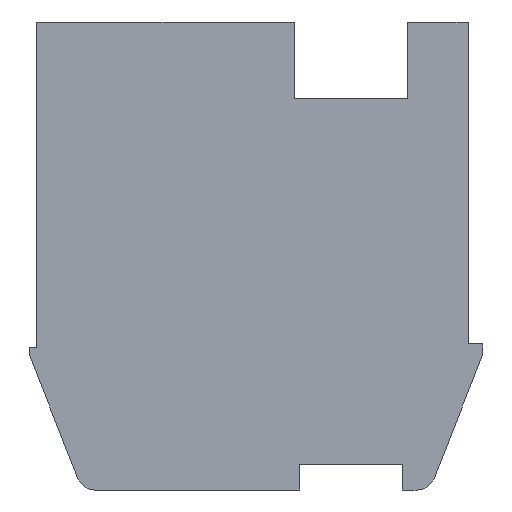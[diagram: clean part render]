
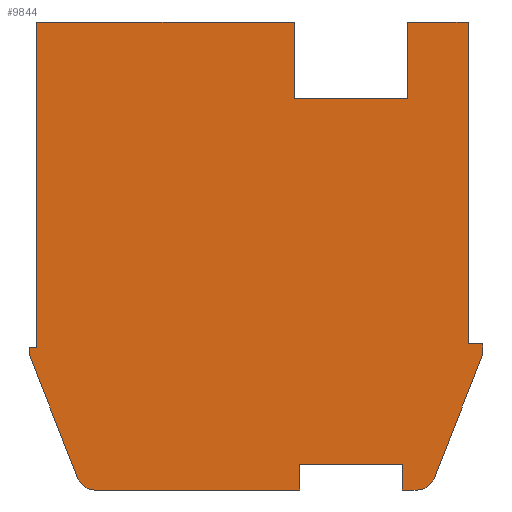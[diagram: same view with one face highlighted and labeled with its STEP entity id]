
A CAD part, front view. The second image highlights one B-rep face of the part: STEP entity #9844.
In plain terms, the highlighted planar face has unit normal (0, -1, 0).
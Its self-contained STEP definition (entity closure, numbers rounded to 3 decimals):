
#1=DIRECTION('',(-0.365,0.,-0.931));
#2=VECTOR('',#1,3.633);
#3=CARTESIAN_POINT('',(6.2,0.,-2.7));
#4=LINE('',#3,#2);
#5=CARTESIAN_POINT('',(4.409,0.,-5.9));
#6=DIRECTION('',(0.,1.,0.));
#7=DIRECTION('',(0.931,0.,-0.365));
#8=AXIS2_PLACEMENT_3D('',#5,#6,#7);
#10=DIRECTION('',(-1.,0.,0.));
#11=VECTOR('',#10,0.409);
#12=CARTESIAN_POINT('',(4.409,0.,-6.4));
#13=LINE('',#12,#11);
#14=DIRECTION('',(0.,0.,1.));
#15=VECTOR('',#14,0.7);
#16=CARTESIAN_POINT('',(4.,0.,-6.4));
#17=LINE('',#16,#15);
#18=DIRECTION('',(-1.,0.,0.));
#19=VECTOR('',#18,2.8);
#20=CARTESIAN_POINT('',(4.,0.,-5.7));
#21=LINE('',#20,#19);
#22=DIRECTION('',(0.,0.,-1.));
#23=VECTOR('',#22,0.7);
#24=CARTESIAN_POINT('',(1.2,0.,-5.7));
#25=LINE('',#24,#23);
#26=DIRECTION('',(-1.,0.,0.));
#27=VECTOR('',#26,5.609);
#28=CARTESIAN_POINT('',(1.2,0.,-6.4));
#29=LINE('',#28,#27);
#30=CARTESIAN_POINT('',(-4.409,0.,-5.9));
#31=DIRECTION('',(0.,1.,0.));
#32=DIRECTION('',(0.,0.,-1.));
#33=AXIS2_PLACEMENT_3D('',#30,#31,#32);
#35=DIRECTION('',(-0.365,0.,0.931));
#36=VECTOR('',#35,3.633);
#37=CARTESIAN_POINT('',(-4.874,0.,-6.082));
#38=LINE('',#37,#36);
#39=DIRECTION('',(0.,0.,1.));
#40=VECTOR('',#39,0.2);
#41=CARTESIAN_POINT('',(-6.2,0.,-2.7));
#42=LINE('',#41,#40);
#43=DIRECTION('',(1.,0.,0.));
#44=VECTOR('',#43,0.2);
#45=CARTESIAN_POINT('',(-6.2,0.,-2.5));
#46=LINE('',#45,#44);
#47=DIRECTION('',(0.,0.,1.));
#48=VECTOR('',#47,8.9);
#49=CARTESIAN_POINT('',(-6.,0.,-2.5));
#50=LINE('',#49,#48);
#51=DIRECTION('',(1.,0.,0.));
#52=VECTOR('',#51,7.05);
#53=CARTESIAN_POINT('',(-6.,0.,6.4));
#54=LINE('',#53,#52);
#55=DIRECTION('',(0.,0.,-1.));
#56=VECTOR('',#55,2.1);
#57=CARTESIAN_POINT('',(1.05,0.,6.4));
#58=LINE('',#57,#56);
#59=DIRECTION('',(1.,0.,0.));
#60=VECTOR('',#59,3.1);
#61=CARTESIAN_POINT('',(1.05,0.,4.3));
#62=LINE('',#61,#60);
#63=DIRECTION('',(0.,0.,1.));
#64=VECTOR('',#63,2.1);
#65=CARTESIAN_POINT('',(4.15,0.,4.3));
#66=LINE('',#65,#64);
#67=DIRECTION('',(1.,0.,0.));
#68=VECTOR('',#67,1.65);
#69=CARTESIAN_POINT('',(4.15,0.,6.4));
#70=LINE('',#69,#68);
#71=DIRECTION('',(0.,0.,-1.));
#72=VECTOR('',#71,8.8);
#73=CARTESIAN_POINT('',(5.8,0.,6.4));
#74=LINE('',#73,#72);
#75=DIRECTION('',(1.,0.,0.));
#76=VECTOR('',#75,0.4);
#77=CARTESIAN_POINT('',(5.8,0.,-2.4));
#78=LINE('',#77,#76);
#79=DIRECTION('',(0.,0.,-1.));
#80=VECTOR('',#79,0.3);
#81=CARTESIAN_POINT('',(6.2,0.,-2.4));
#82=LINE('',#81,#80);
#7477=CARTESIAN_POINT('',(6.2,0.,-2.7));
#7478=CARTESIAN_POINT('',(4.874,0.,-6.082));
#7479=VERTEX_POINT('',#7477);
#7480=VERTEX_POINT('',#7478);
#7481=CARTESIAN_POINT('',(4.409,0.,-6.4));
#7482=VERTEX_POINT('',#7481);
#7483=CARTESIAN_POINT('',(4.,0.,-6.4));
#7484=VERTEX_POINT('',#7483);
#7485=CARTESIAN_POINT('',(4.,0.,-5.7));
#7486=VERTEX_POINT('',#7485);
#7487=CARTESIAN_POINT('',(1.2,0.,-5.7));
#7488=VERTEX_POINT('',#7487);
#7489=CARTESIAN_POINT('',(1.2,0.,-6.4));
#7490=VERTEX_POINT('',#7489);
#7491=CARTESIAN_POINT('',(-4.409,0.,-6.4));
#7492=VERTEX_POINT('',#7491);
#7493=CARTESIAN_POINT('',(-4.874,0.,-6.082));
#7494=VERTEX_POINT('',#7493);
#7495=CARTESIAN_POINT('',(-6.2,0.,-2.7));
#7496=VERTEX_POINT('',#7495);
#7497=CARTESIAN_POINT('',(-6.2,0.,-2.5));
#7498=VERTEX_POINT('',#7497);
#7499=CARTESIAN_POINT('',(-6.,0.,-2.5));
#7500=VERTEX_POINT('',#7499);
#7501=CARTESIAN_POINT('',(-6.,0.,6.4));
#7502=VERTEX_POINT('',#7501);
#7503=CARTESIAN_POINT('',(1.05,0.,6.4));
#7504=VERTEX_POINT('',#7503);
#7505=CARTESIAN_POINT('',(1.05,0.,4.3));
#7506=VERTEX_POINT('',#7505);
#7507=CARTESIAN_POINT('',(4.15,0.,4.3));
#7508=VERTEX_POINT('',#7507);
#7509=CARTESIAN_POINT('',(4.15,0.,6.4));
#7510=VERTEX_POINT('',#7509);
#7511=CARTESIAN_POINT('',(5.8,0.,6.4));
#7512=VERTEX_POINT('',#7511);
#7513=CARTESIAN_POINT('',(5.8,0.,-2.4));
#7514=VERTEX_POINT('',#7513);
#7515=CARTESIAN_POINT('',(6.2,0.,-2.4));
#7516=VERTEX_POINT('',#7515);
#9797=CARTESIAN_POINT('',(0.,0.,0.));
#9798=DIRECTION('',(0.,1.,0.));
#9799=DIRECTION('',(1.,0.,0.));
#9800=AXIS2_PLACEMENT_3D('',#9797,#9798,#9799);
#9801=PLANE('',#9800);
#9803=ORIENTED_EDGE('',*,*,#9802,.T.);
#9805=ORIENTED_EDGE('',*,*,#9804,.T.);
#9807=ORIENTED_EDGE('',*,*,#9806,.T.);
#9809=ORIENTED_EDGE('',*,*,#9808,.T.);
#9811=ORIENTED_EDGE('',*,*,#9810,.T.);
#9813=ORIENTED_EDGE('',*,*,#9812,.T.);
#9815=ORIENTED_EDGE('',*,*,#9814,.T.);
#9817=ORIENTED_EDGE('',*,*,#9816,.T.);
#9819=ORIENTED_EDGE('',*,*,#9818,.T.);
#9821=ORIENTED_EDGE('',*,*,#9820,.T.);
#9823=ORIENTED_EDGE('',*,*,#9822,.T.);
#9825=ORIENTED_EDGE('',*,*,#9824,.T.);
#9827=ORIENTED_EDGE('',*,*,#9826,.T.);
#9829=ORIENTED_EDGE('',*,*,#9828,.T.);
#9831=ORIENTED_EDGE('',*,*,#9830,.T.);
#9833=ORIENTED_EDGE('',*,*,#9832,.T.);
#9835=ORIENTED_EDGE('',*,*,#9834,.T.);
#9837=ORIENTED_EDGE('',*,*,#9836,.T.);
#9839=ORIENTED_EDGE('',*,*,#9838,.T.);
#9841=ORIENTED_EDGE('',*,*,#9840,.T.);
#9842=EDGE_LOOP('',(#9803,#9805,#9807,#9809,#9811,#9813,#9815,#9817,#9819,#9821,
#9823,#9825,#9827,#9829,#9831,#9833,#9835,#9837,#9839,#9841));
#9843=FACE_OUTER_BOUND('',#9842,.F.);
#9844=ADVANCED_FACE('',(#9843),#9801,.F.);
#9=CIRCLE('',#8,0.5);
#34=CIRCLE('',#33,0.5);
#9802=EDGE_CURVE('',#7479,#7480,#4,.T.);
#9804=EDGE_CURVE('',#7480,#7482,#9,.T.);
#9806=EDGE_CURVE('',#7482,#7484,#13,.T.);
#9808=EDGE_CURVE('',#7484,#7486,#17,.T.);
#9810=EDGE_CURVE('',#7486,#7488,#21,.T.);
#9812=EDGE_CURVE('',#7488,#7490,#25,.T.);
#9814=EDGE_CURVE('',#7490,#7492,#29,.T.);
#9816=EDGE_CURVE('',#7492,#7494,#34,.T.);
#9818=EDGE_CURVE('',#7494,#7496,#38,.T.);
#9820=EDGE_CURVE('',#7496,#7498,#42,.T.);
#9822=EDGE_CURVE('',#7498,#7500,#46,.T.);
#9824=EDGE_CURVE('',#7500,#7502,#50,.T.);
#9826=EDGE_CURVE('',#7502,#7504,#54,.T.);
#9828=EDGE_CURVE('',#7504,#7506,#58,.T.);
#9830=EDGE_CURVE('',#7506,#7508,#62,.T.);
#9832=EDGE_CURVE('',#7508,#7510,#66,.T.);
#9834=EDGE_CURVE('',#7510,#7512,#70,.T.);
#9836=EDGE_CURVE('',#7512,#7514,#74,.T.);
#9838=EDGE_CURVE('',#7514,#7516,#78,.T.);
#9840=EDGE_CURVE('',#7516,#7479,#82,.T.);
